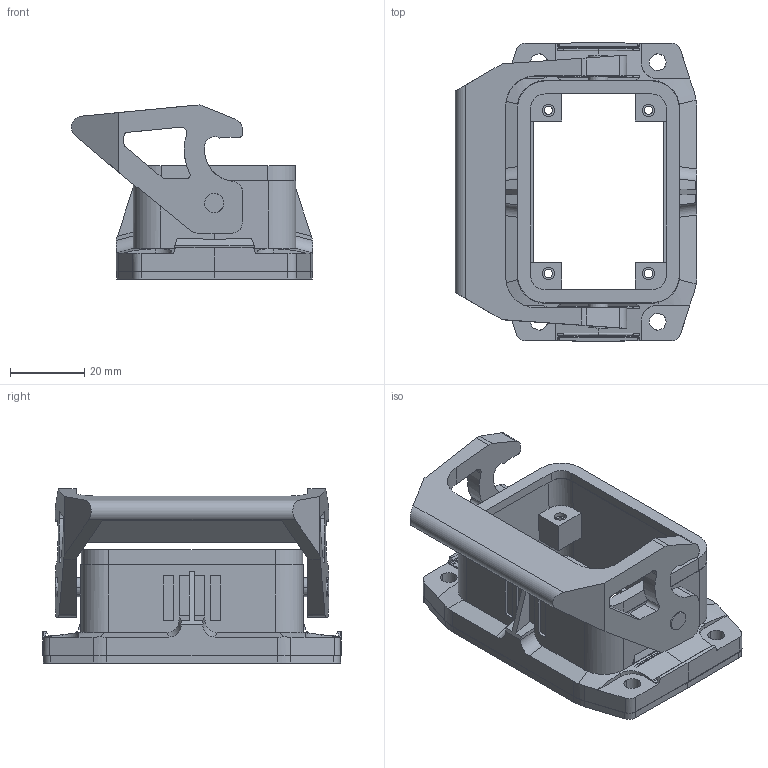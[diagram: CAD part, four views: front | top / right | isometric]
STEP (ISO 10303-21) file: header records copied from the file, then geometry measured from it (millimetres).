
FILE_DESCRIPTION(('Creo Elements/Direct Modeling STEP Export'),'2;1');
FILE_NAME('model.stp','2019-06-19T 7:19:55',(''),(''),'Creo Elements/Direct Modeling STEP processor for AP214 (Solid Model)','Creo Elements/Direct Modeling 20.1A 29-Sep-2018 (C) Parametric Technology GmbH','');
FILE_SCHEMA(('AUTOMOTIVE_DESIGN { 1 0 10303 214 1 1 1 1 }'));
Length unit declared in the file: millimetre
Products named in the file (2): HC_STA_B06_BWS_ELC_AL-select
Assembly tree (1 placements, depth 2):
  HC_STA_B06_BWS_ELC_AL-select
    HC_STA_B06_BWS_ELC_AL-select
Bounding box: 65.1 x 80.5 x 46.95 mm (x, y, z)
Volume: 44350.2 mm3; surface area: 25088.4 mm2
Topology: 1 solids, 1 shells, 373 faces, 1069 edges, 714 vertices
Faces by surface type: plane 226, cylinder 131, bspline 8, extrusion 8
Entity records: 17032 total; most frequent: CARTESIAN_POINT 5910, ORIENTED_EDGE 2138, DIRECTION 1833, EDGE_CURVE 1069, VERTEX_POINT 714, VECTOR 671, LINE 667, AXIS2_PLACEMENT_3D 581
